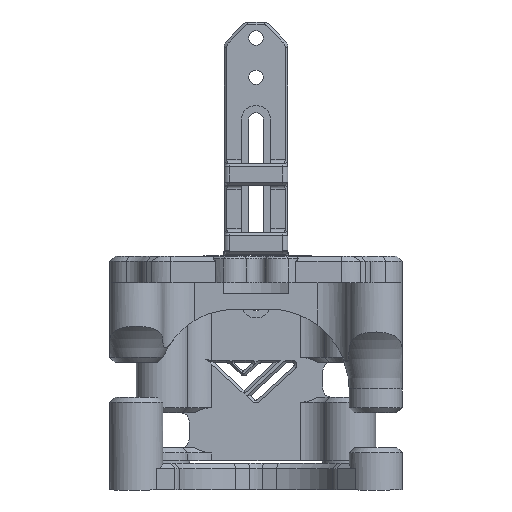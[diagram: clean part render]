
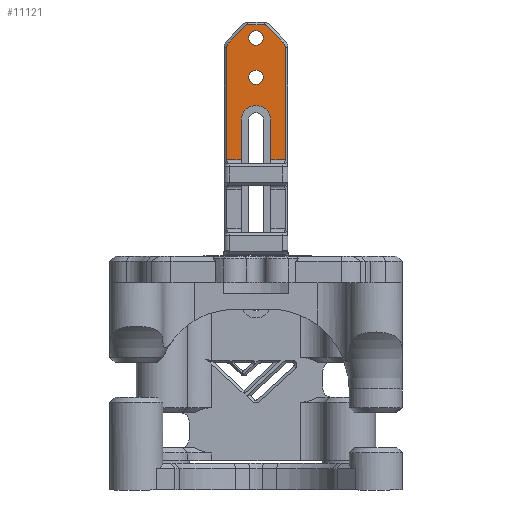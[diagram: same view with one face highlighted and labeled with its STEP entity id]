
A CAD part, front view. The second image highlights one B-rep face of the part: STEP entity #11121.
In plain terms, the highlighted planar face has unit normal (0, -1, 0).
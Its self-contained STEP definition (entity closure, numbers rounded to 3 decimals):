
#157=FACE_BOUND('',#1506,.T.);
#158=FACE_BOUND('',#1507,.T.);
#294=PLANE('',#11930);
#837=FACE_OUTER_BOUND('',#1505,.T.);
#1505=EDGE_LOOP('',(#7987,#7988,#7989,#7990,#7991,#7992,#7993,#7994,#7995,
#7996,#7997,#7998,#7999,#8000));
#1506=EDGE_LOOP('',(#8001));
#1507=EDGE_LOOP('',(#8002));
#2495=LINE('',#16707,#3456);
#2499=LINE('',#16721,#3460);
#2521=LINE('',#16784,#3482);
#2522=LINE('',#16786,#3483);
#2523=LINE('',#16788,#3484);
#2524=LINE('',#16790,#3485);
#2525=LINE('',#16794,#3486);
#2526=LINE('',#16798,#3487);
#2527=LINE('',#16801,#3488);
#3456=VECTOR('',#13350,10.);
#3460=VECTOR('',#13360,10.);
#3482=VECTOR('',#13416,10.);
#3483=VECTOR('',#13417,10.);
#3484=VECTOR('',#13418,10.);
#3485=VECTOR('',#13421,10.);
#3486=VECTOR('',#13424,10.);
#3487=VECTOR('',#13427,10.);
#3488=VECTOR('',#13430,10.);
#4384=CIRCLE('',#11931,1.5);
#4385=CIRCLE('',#11932,2.8);
#4386=CIRCLE('',#11933,1.5);
#4387=CIRCLE('',#11934,0.5);
#4388=CIRCLE('',#11935,0.5);
#4389=CIRCLE('',#11936,1.35);
#4390=CIRCLE('',#11937,1.35);
#4967=VERTEX_POINT('',#16699);
#4970=VERTEX_POINT('',#16705);
#4976=VERTEX_POINT('',#16718);
#4977=VERTEX_POINT('',#16720);
#4999=VERTEX_POINT('',#16780);
#5000=VERTEX_POINT('',#16781);
#5001=VERTEX_POINT('',#16783);
#5002=VERTEX_POINT('',#16785);
#5003=VERTEX_POINT('',#16787);
#5004=VERTEX_POINT('',#16791);
#5005=VERTEX_POINT('',#16793);
#5006=VERTEX_POINT('',#16795);
#5007=VERTEX_POINT('',#16797);
#5008=VERTEX_POINT('',#16799);
#5009=VERTEX_POINT('',#16802);
#5010=VERTEX_POINT('',#16804);
#6102=EDGE_CURVE('',#4970,#4967,#2495,.T.);
#6108=EDGE_CURVE('',#4977,#4976,#2499,.T.);
#6139=EDGE_CURVE('',#4999,#5000,#4384,.T.);
#6140=EDGE_CURVE('',#5001,#4999,#2521,.T.);
#6141=EDGE_CURVE('',#5002,#5001,#2522,.T.);
#6142=EDGE_CURVE('',#5002,#5003,#2523,.T.);
#6143=EDGE_CURVE('',#5003,#4977,#4385,.T.);
#6144=EDGE_CURVE('',#4967,#4976,#2524,.T.);
#6145=EDGE_CURVE('',#5004,#4970,#4386,.T.);
#6146=EDGE_CURVE('',#5005,#5004,#2525,.T.);
#6147=EDGE_CURVE('',#5006,#5005,#4387,.T.);
#6148=EDGE_CURVE('',#5007,#5006,#2526,.T.);
#6149=EDGE_CURVE('',#5008,#5007,#4388,.T.);
#6150=EDGE_CURVE('',#5000,#5008,#2527,.T.);
#6151=EDGE_CURVE('',#5009,#5009,#4389,.T.);
#6152=EDGE_CURVE('',#5010,#5010,#4390,.T.);
#7987=ORIENTED_EDGE('',*,*,#6139,.F.);
#7988=ORIENTED_EDGE('',*,*,#6140,.F.);
#7989=ORIENTED_EDGE('',*,*,#6141,.F.);
#7990=ORIENTED_EDGE('',*,*,#6142,.T.);
#7991=ORIENTED_EDGE('',*,*,#6143,.T.);
#7992=ORIENTED_EDGE('',*,*,#6108,.T.);
#7993=ORIENTED_EDGE('',*,*,#6144,.F.);
#7994=ORIENTED_EDGE('',*,*,#6102,.F.);
#7995=ORIENTED_EDGE('',*,*,#6145,.F.);
#7996=ORIENTED_EDGE('',*,*,#6146,.F.);
#7997=ORIENTED_EDGE('',*,*,#6147,.F.);
#7998=ORIENTED_EDGE('',*,*,#6148,.F.);
#7999=ORIENTED_EDGE('',*,*,#6149,.F.);
#8000=ORIENTED_EDGE('',*,*,#6150,.F.);
#8001=ORIENTED_EDGE('',*,*,#6151,.T.);
#8002=ORIENTED_EDGE('',*,*,#6152,.T.);
#11121=ADVANCED_FACE('',(#837,#157,#158),#294,.T.);
#11930=AXIS2_PLACEMENT_3D('',#16779,#13412,#13413);
#11931=AXIS2_PLACEMENT_3D('',#16782,#13414,#13415);
#11932=AXIS2_PLACEMENT_3D('',#16789,#13419,#13420);
#11933=AXIS2_PLACEMENT_3D('',#16792,#13422,#13423);
#11934=AXIS2_PLACEMENT_3D('',#16796,#13425,#13426);
#11935=AXIS2_PLACEMENT_3D('',#16800,#13428,#13429);
#11936=AXIS2_PLACEMENT_3D('',#16803,#13431,#13432);
#11937=AXIS2_PLACEMENT_3D('',#16805,#13433,#13434);
#13350=DIRECTION('',(0.,0.,-1.));
#13360=DIRECTION('',(0.,0.,-1.));
#13412=DIRECTION('center_axis',(0.,-1.,0.));
#13413=DIRECTION('ref_axis',(-1.,0.,0.));
#13414=DIRECTION('center_axis',(0.,1.,0.));
#13415=DIRECTION('ref_axis',(-0.924,0.,0.383));
#13416=DIRECTION('',(0.,0.,1.));
#13417=DIRECTION('',(-1.,0.,0.));
#13418=DIRECTION('',(0.,0.,1.));
#13419=DIRECTION('center_axis',(0.,1.,0.));
#13420=DIRECTION('ref_axis',(1.,0.,0.));
#13421=DIRECTION('',(-1.,0.,0.));
#13422=DIRECTION('center_axis',(0.,1.,0.));
#13423=DIRECTION('ref_axis',(0.924,0.,0.383));
#13424=DIRECTION('',(0.707,0.,-0.707));
#13425=DIRECTION('center_axis',(0.,1.,0.));
#13426=DIRECTION('ref_axis',(0.383,0.,0.924));
#13427=DIRECTION('',(1.,0.,0.));
#13428=DIRECTION('center_axis',(0.,1.,0.));
#13429=DIRECTION('ref_axis',(-0.383,0.,0.924));
#13430=DIRECTION('',(0.707,0.,0.707));
#13431=DIRECTION('center_axis',(0.,1.,0.));
#13432=DIRECTION('ref_axis',(1.,0.,0.));
#13433=DIRECTION('center_axis',(0.,1.,0.));
#13434=DIRECTION('ref_axis',(1.,0.,0.));
#16699=CARTESIAN_POINT('',(-4.5,68.3,90.838));
#16705=CARTESIAN_POINT('',(-4.5,68.3,111.93));
#16707=CARTESIAN_POINT('',(-4.5,68.3,65.258));
#16718=CARTESIAN_POINT('',(-7.2,68.3,90.838));
#16720=CARTESIAN_POINT('',(-7.2,68.3,98.258));
#16721=CARTESIAN_POINT('',(-7.2,68.3,82.008));
#16779=CARTESIAN_POINT('Origin',(2.601,68.3,65.758));
#16780=CARTESIAN_POINT('',(-15.5,68.3,111.93));
#16781=CARTESIAN_POINT('',(-15.061,68.3,112.99));
#16782=CARTESIAN_POINT('Origin',(-14.,68.3,111.93));
#16783=CARTESIAN_POINT('',(-15.5,68.3,90.838));
#16784=CARTESIAN_POINT('',(-15.5,68.3,91.258));
#16785=CARTESIAN_POINT('',(-12.8,68.3,90.838));
#16786=CARTESIAN_POINT('',(-1.199,68.3,90.838));
#16787=CARTESIAN_POINT('',(-12.8,68.3,98.258));
#16788=CARTESIAN_POINT('',(-12.8,68.3,61.758));
#16789=CARTESIAN_POINT('Origin',(-10.,68.3,98.258));
#16790=CARTESIAN_POINT('',(-1.199,68.3,90.838));
#16791=CARTESIAN_POINT('',(-4.939,68.3,112.99));
#16792=CARTESIAN_POINT('Origin',(-6.,68.3,111.93));
#16793=CARTESIAN_POINT('',(-8.061,68.3,116.112));
#16794=CARTESIAN_POINT('',(7.797,68.3,100.254));
#16795=CARTESIAN_POINT('',(-8.414,68.3,116.258));
#16796=CARTESIAN_POINT('Origin',(-8.414,68.3,115.758));
#16797=CARTESIAN_POINT('',(-11.586,68.3,116.258));
#16798=CARTESIAN_POINT('',(-1.199,68.3,116.258));
#16799=CARTESIAN_POINT('',(-11.939,68.3,116.112));
#16800=CARTESIAN_POINT('Origin',(-11.586,68.3,115.758));
#16801=CARTESIAN_POINT('',(-21.496,68.3,106.555));
#16802=CARTESIAN_POINT('',(-11.35,68.3,113.758));
#16803=CARTESIAN_POINT('Origin',(-10.,68.3,113.758));
#16804=CARTESIAN_POINT('',(-11.35,68.3,106.358));
#16805=CARTESIAN_POINT('Origin',(-10.,68.3,106.358));
